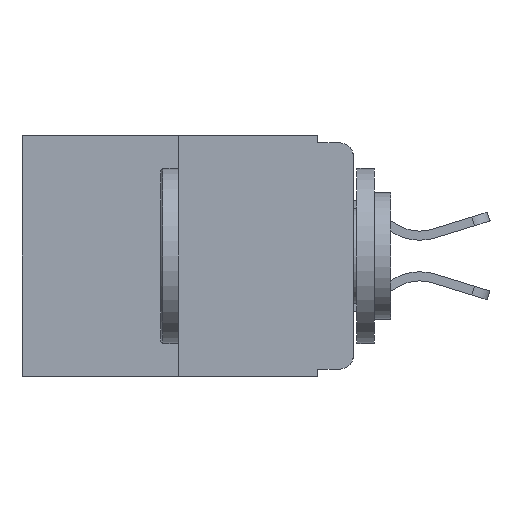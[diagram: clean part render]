
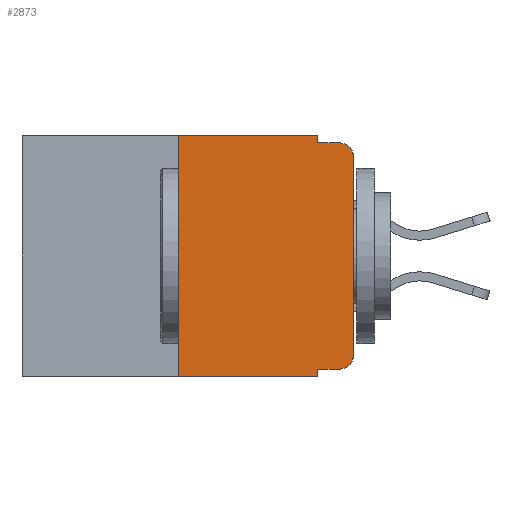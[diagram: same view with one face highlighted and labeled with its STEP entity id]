
A CAD part, left-side view. The second image highlights one B-rep face of the part: STEP entity #2873.
In plain terms, the highlighted planar face has unit normal (-1, 0, 0).
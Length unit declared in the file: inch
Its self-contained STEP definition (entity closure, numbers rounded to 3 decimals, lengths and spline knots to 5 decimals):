
#180 = DIRECTION ( 'NONE',  ( 0., -1., 0. ) ) ;
#471 = CARTESIAN_POINT ( 'NONE',  ( 0., 0.473, 0. ) ) ;
#500 = VERTEX_POINT ( 'NONE', #3091 ) ;
#583 = LINE ( 'NONE', #7410, #8932 ) ;
#831 = VERTEX_POINT ( 'NONE', #12962 ) ;
#849 = CARTESIAN_POINT ( 'NONE',  ( 0., 0.051, -0.01 ) ) ;
#914 = LINE ( 'NONE', #10701, #1952 ) ;
#991 = DIRECTION ( 'NONE',  ( 0., 0., -1. ) ) ;
#1022 = DIRECTION ( 'NONE',  ( 0., -1., 0. ) ) ;
#1079 = LINE ( 'NONE', #9625, #13866 ) ;
#1381 = EDGE_CURVE ( 'NONE', #8958, #6278, #10892, .T. ) ;
#1543 = ORIENTED_EDGE ( 'NONE', *, *, #3692, .T. ) ;
#1635 = LINE ( 'NONE', #2648, #13570 ) ;
#1934 = DIRECTION ( 'NONE',  ( 0., 0., -1. ) ) ;
#1952 = VECTOR ( 'NONE', #6501, 39.37008 ) ;
#1954 = CARTESIAN_POINT ( 'NONE',  ( 0., 0.051, -0.343 ) ) ;
#2055 = DIRECTION ( 'NONE',  ( -1., 0., 0. ) ) ;
#2154 = ORIENTED_EDGE ( 'NONE', *, *, #3386, .T. ) ;
#2311 = VECTOR ( 'NONE', #180, 39.37008 ) ;
#2607 = DIRECTION ( 'NONE',  ( 0., 0., -1. ) ) ;
#2648 = CARTESIAN_POINT ( 'NONE',  ( 0., 0., 0. ) ) ;
#2676 = DIRECTION ( 'NONE',  ( 1., 0., 0. ) ) ;
#2873 = ADVANCED_FACE ( 'NONE', ( #9055 ), #10323, .F. ) ;
#3091 = CARTESIAN_POINT ( 'NONE',  ( 0., 0., -0.313 ) ) ;
#3386 = EDGE_CURVE ( 'NONE', #5550, #5503, #914, .T. ) ;
#3393 = AXIS2_PLACEMENT_3D ( 'NONE', #12963, #2055, #991 ) ;
#3692 = EDGE_CURVE ( 'NONE', #5503, #500, #5538, .T. ) ;
#4171 = CARTESIAN_POINT ( 'NONE',  ( 0., 0.02, -0.313 ) ) ;
#4225 = LINE ( 'NONE', #6581, #9607 ) ;
#4256 = EDGE_CURVE ( 'NONE', #831, #6228, #4575, .T. ) ;
#4575 = LINE ( 'NONE', #11988, #10338 ) ;
#4675 = CARTESIAN_POINT ( 'NONE',  ( 0., 0.051, -0.01 ) ) ;
#4881 = ORIENTED_EDGE ( 'NONE', *, *, #10415, .T. ) ;
#4904 = DIRECTION ( 'NONE',  ( 0., -1., 0. ) ) ;
#4953 = CARTESIAN_POINT ( 'NONE',  ( 0., 0.473, 0. ) ) ;
#5040 = ORIENTED_EDGE ( 'NONE', *, *, #7591, .T. ) ;
#5252 = CARTESIAN_POINT ( 'NONE',  ( 0., 0.25, 0. ) ) ;
#5503 = VERTEX_POINT ( 'NONE', #10802 ) ;
#5538 = CIRCLE ( 'NONE', #12068, 0.02 ) ;
#5550 = VERTEX_POINT ( 'NONE', #8971 ) ;
#6054 = LINE ( 'NONE', #471, #13410 ) ;
#6228 = VERTEX_POINT ( 'NONE', #5252 ) ;
#6278 = VERTEX_POINT ( 'NONE', #8172 ) ;
#6501 = DIRECTION ( 'NONE',  ( 0., -1., 0. ) ) ;
#6541 = AXIS2_PLACEMENT_3D ( 'NONE', #4953, #2676, #2607 ) ;
#6581 = CARTESIAN_POINT ( 'NONE',  ( 0., 0.051, 0. ) ) ;
#6600 = DIRECTION ( 'NONE',  ( 0., 0., -1. ) ) ;
#6651 = ORIENTED_EDGE ( 'NONE', *, *, #13096, .F. ) ;
#6652 = DIRECTION ( 'NONE',  ( 0., 0., 1. ) ) ;
#6870 = VERTEX_POINT ( 'NONE', #9766 ) ;
#7410 = CARTESIAN_POINT ( 'NONE',  ( 0., 0.051, 0. ) ) ;
#7477 = DIRECTION ( 'NONE',  ( 0., 0., -1. ) ) ;
#7591 = EDGE_CURVE ( 'NONE', #500, #6870, #1635, .T. ) ;
#8172 = CARTESIAN_POINT ( 'NONE',  ( 0., 0.02, -0.01 ) ) ;
#8371 = ORIENTED_EDGE ( 'NONE', *, *, #4256, .F. ) ;
#8386 = ORIENTED_EDGE ( 'NONE', *, *, #12694, .T. ) ;
#8686 = VERTEX_POINT ( 'NONE', #1954 ) ;
#8779 = ORIENTED_EDGE ( 'NONE', *, *, #12150, .F. ) ;
#8932 = VECTOR ( 'NONE', #1934, 39.37008 ) ;
#8958 = VERTEX_POINT ( 'NONE', #849 ) ;
#8971 = CARTESIAN_POINT ( 'NONE',  ( 0., 0.051, -0.333 ) ) ;
#9055 = FACE_OUTER_BOUND ( 'NONE', #10809, .T. ) ;
#9180 = DIRECTION ( 'NONE',  ( 0., 0., 1. ) ) ;
#9607 = VECTOR ( 'NONE', #7477, 39.37008 ) ;
#9625 = CARTESIAN_POINT ( 'NONE',  ( 0., 0.473, -0.343 ) ) ;
#9632 = ORIENTED_EDGE ( 'NONE', *, *, #1381, .F. ) ;
#9766 = CARTESIAN_POINT ( 'NONE',  ( 0., 0., -0.03 ) ) ;
#10323 = PLANE ( 'NONE',  #6541 ) ;
#10338 = VECTOR ( 'NONE', #6652, 39.37008 ) ;
#10415 = EDGE_CURVE ( 'NONE', #831, #8686, #1079, .T. ) ;
#10701 = CARTESIAN_POINT ( 'NONE',  ( 0., 0.051, -0.333 ) ) ;
#10802 = CARTESIAN_POINT ( 'NONE',  ( 0., 0.02, -0.333 ) ) ;
#10809 = EDGE_LOOP ( 'NONE', ( #5040, #8386, #9632, #13007, #6651, #8371, #4881, #8779, #2154, #1543 ) ) ;
#10892 = LINE ( 'NONE', #4675, #2311 ) ;
#11728 = DIRECTION ( 'NONE',  ( -1., 0., 0. ) ) ;
#11988 = CARTESIAN_POINT ( 'NONE',  ( 0., 0.25, 0. ) ) ;
#12068 = AXIS2_PLACEMENT_3D ( 'NONE', #4171, #11728, #6600 ) ;
#12150 = EDGE_CURVE ( 'NONE', #5550, #8686, #583, .T. ) ;
#12694 = EDGE_CURVE ( 'NONE', #6870, #6278, #12876, .T. ) ;
#12876 = CIRCLE ( 'NONE', #3393, 0.02 ) ;
#12962 = CARTESIAN_POINT ( 'NONE',  ( 0., 0.25, -0.343 ) ) ;
#12963 = CARTESIAN_POINT ( 'NONE',  ( 0., 0.02, -0.03 ) ) ;
#13007 = ORIENTED_EDGE ( 'NONE', *, *, #13608, .F. ) ;
#13096 = EDGE_CURVE ( 'NONE', #6228, #13489, #6054, .T. ) ;
#13410 = VECTOR ( 'NONE', #4904, 39.37008 ) ;
#13489 = VERTEX_POINT ( 'NONE', #13928 ) ;
#13570 = VECTOR ( 'NONE', #9180, 39.37008 ) ;
#13608 = EDGE_CURVE ( 'NONE', #13489, #8958, #4225, .T. ) ;
#13866 = VECTOR ( 'NONE', #1022, 39.37008 ) ;
#13928 = CARTESIAN_POINT ( 'NONE',  ( 0., 0.051, 0. ) ) ;
